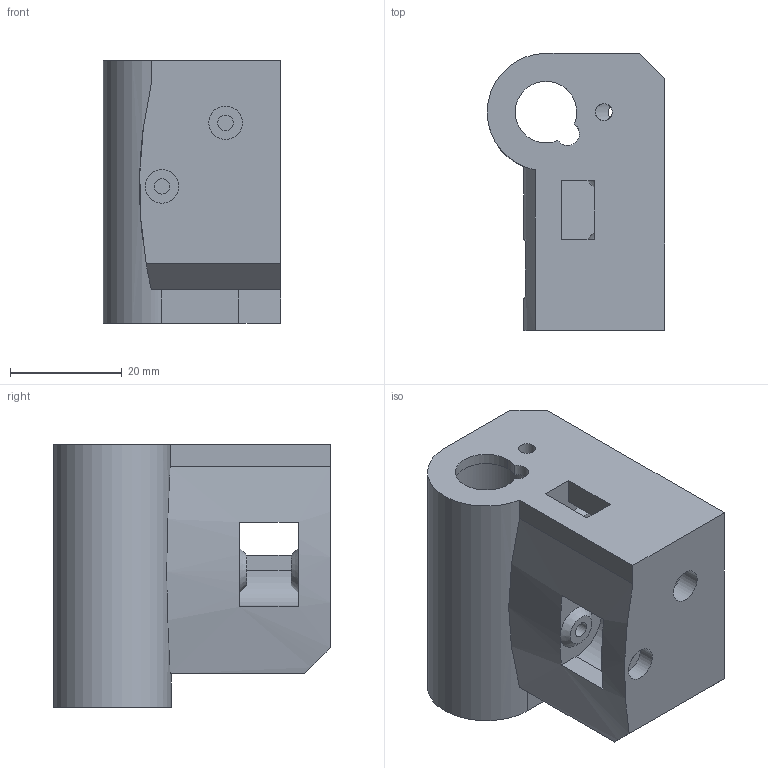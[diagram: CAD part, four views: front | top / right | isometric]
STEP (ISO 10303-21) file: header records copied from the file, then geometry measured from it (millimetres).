
FILE_DESCRIPTION(('FreeCAD Model'),'2;1');
FILE_NAME('Open CASCADE Shape Model','2024-09-25T10:30:33',('Author'),( ''),'Open CASCADE STEP processor 7.6','FreeCAD','Unknown');
FILE_SCHEMA(('AUTOMOTIVE_DESIGN { 1 0 10303 214 1 1 1 1 }'));
Length unit declared in the file: millimetre
Products named in the file (1): Pocket257
Bounding box: 31.75 x 49.5 x 47 mm (x, y, z)
Volume: 38327.5 mm3; surface area: 15075.3 mm2
Topology: 1 solids, 1 shells, 71 faces, 181 edges, 117 vertices
Faces by surface type: plane 40, cylinder 24, cone 7
Full cylindrical faces by diameter (mm): 2.75 x5, 3 x2, 5.6 x2, 6 x6, 10 x2, 15.2 x1
Entity records: 2572 total; most frequent: CARTESIAN_POINT 731, DIRECTION 391, ORIENTED_EDGE 362, EDGE_CURVE 181, AXIS2_PLACEMENT_3D 148, VERTEX_POINT 117, FACE_BOUND 99, EDGE_LOOP 99
